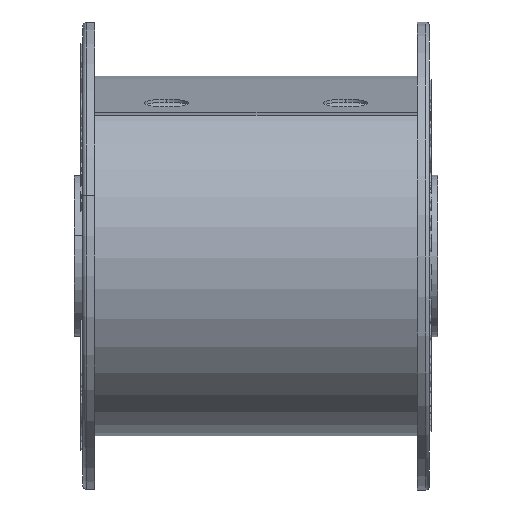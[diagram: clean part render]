
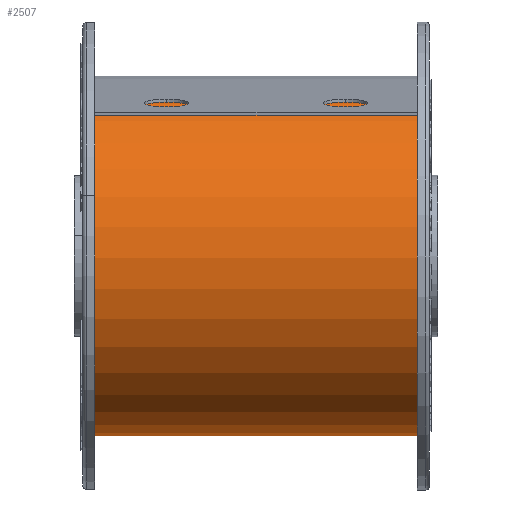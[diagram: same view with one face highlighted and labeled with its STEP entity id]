
A CAD part, left-side view. The second image highlights one B-rep face of the part: STEP entity #2507.
In plain terms, the highlighted cylindrical face has radius 22.09 mm (diameter 44.18 mm), a partial arc.
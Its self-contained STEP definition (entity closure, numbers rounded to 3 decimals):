
#52 = AXIS2_PLACEMENT_3D ( 'NONE', #16326, #10882, #14584 ) ;
#1465 = CARTESIAN_POINT ( 'NONE',  ( -0.19, 0., 0. ) ) ;
#1583 = DIRECTION ( 'NONE',  ( 0., -1., 0. ) ) ;
#2507 = ADVANCED_FACE ( 'NONE', ( #4027 ), #3919, .T. ) ;
#3392 = CIRCLE ( 'NONE', #52, 22.09 ) ;
#3919 = CYLINDRICAL_SURFACE ( 'NONE', #20128, 22.09 ) ;
#4027 = FACE_OUTER_BOUND ( 'NONE', #15905, .T. ) ;
#4209 = DIRECTION ( 'NONE',  ( 0., -1., 0. ) ) ;
#5026 = EDGE_CURVE ( 'NONE', #12532, #5676, #3392, .T. ) ;
#5064 = CIRCLE ( 'NONE', #8369, 22.09 ) ;
#5334 = ORIENTED_EDGE ( 'NONE', *, *, #15838, .F. ) ;
#5523 = DIRECTION ( 'NONE',  ( 0., 0., -1. ) ) ;
#5676 = VERTEX_POINT ( 'NONE', #12192 ) ;
#6087 = VERTEX_POINT ( 'NONE', #20020 ) ;
#7302 = DIRECTION ( 'NONE',  ( 0., -1., 0. ) ) ;
#7418 = LINE ( 'NONE', #10876, #17021 ) ;
#7878 = VECTOR ( 'NONE', #4209, 1000. ) ;
#8369 = AXIS2_PLACEMENT_3D ( 'NONE', #1465, #1583, #17404 ) ;
#9158 = LINE ( 'NONE', #20028, #7878 ) ;
#10569 = ORIENTED_EDGE ( 'NONE', *, *, #16807, .F. ) ;
#10817 = ORIENTED_EDGE ( 'NONE', *, *, #17430, .T. ) ;
#10876 = CARTESIAN_POINT ( 'NONE',  ( 21.9, 40., 0. ) ) ;
#10882 = DIRECTION ( 'NONE',  ( 0., -1., 0. ) ) ;
#10943 = CARTESIAN_POINT ( 'NONE',  ( -0.19, 40., 0. ) ) ;
#12192 = CARTESIAN_POINT ( 'NONE',  ( -22.28, 40., 0. ) ) ;
#12532 = VERTEX_POINT ( 'NONE', #16700 ) ;
#14584 = DIRECTION ( 'NONE',  ( 1., 0., 0. ) ) ;
#14617 = ORIENTED_EDGE ( 'NONE', *, *, #5026, .T. ) ;
#15838 = EDGE_CURVE ( 'NONE', #12532, #18815, #7418, .T. ) ;
#15905 = EDGE_LOOP ( 'NONE', ( #10569, #5334, #14617, #10817 ) ) ;
#16326 = CARTESIAN_POINT ( 'NONE',  ( -0.19, 40., 0. ) ) ;
#16700 = CARTESIAN_POINT ( 'NONE',  ( 21.9, 40., 0. ) ) ;
#16807 = EDGE_CURVE ( 'NONE', #18815, #6087, #5064, .T. ) ;
#17021 = VECTOR ( 'NONE', #7302, 1000. ) ;
#17404 = DIRECTION ( 'NONE',  ( 1., 0., 0. ) ) ;
#17430 = EDGE_CURVE ( 'NONE', #5676, #6087, #9158, .T. ) ;
#18487 = CARTESIAN_POINT ( 'NONE',  ( 21.9, 0., 0. ) ) ;
#18815 = VERTEX_POINT ( 'NONE', #18487 ) ;
#20020 = CARTESIAN_POINT ( 'NONE',  ( -22.28, 0., 0. ) ) ;
#20028 = CARTESIAN_POINT ( 'NONE',  ( -22.28, 40., 0. ) ) ;
#20128 = AXIS2_PLACEMENT_3D ( 'NONE', #10943, #21121, #5523 ) ;
#21121 = DIRECTION ( 'NONE',  ( 0., -1., 0. ) ) ;
